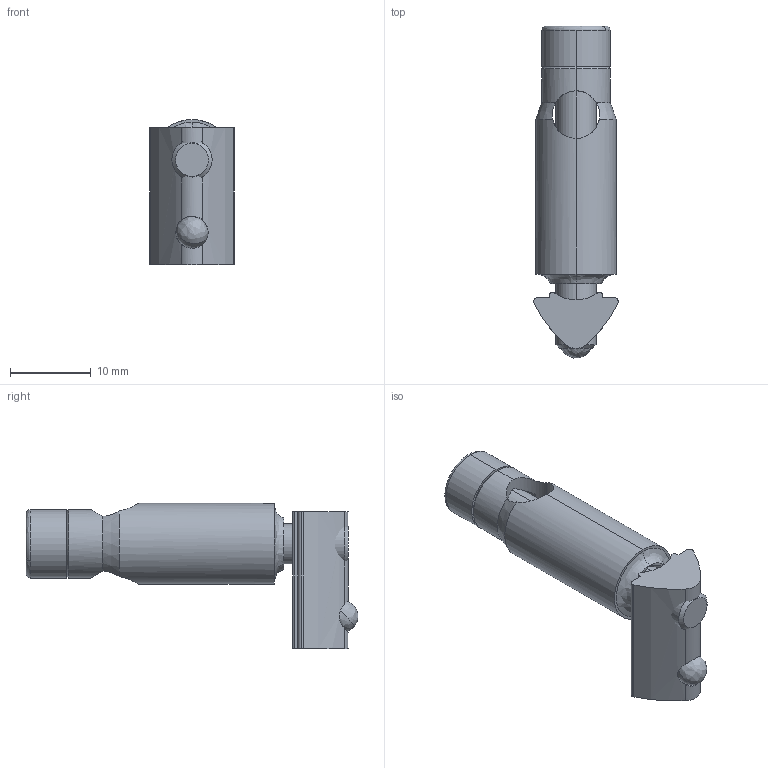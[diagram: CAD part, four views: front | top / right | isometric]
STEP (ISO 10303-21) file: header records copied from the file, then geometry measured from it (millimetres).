
FILE_DESCRIPTION (( 'STEP AP214' ), '1' );
FILE_NAME ('099G061.STEP', '2015-06-01T14:41:40', ( 'Not-Admin' ), ( 'Hewlett-Packard Company' ), 'SwSTEP 2.0', 'SolidWorks 2014', '' );
FILE_SCHEMA (( 'AUTOMOTIVE_DESIGN' ));
Length unit declared in the file: millimetre
Products named in the file (1): 099G061
Bounding box: 10.5 x 41.18 x 18 mm (x, y, z)
Volume: 2855.5 mm3; surface area: 2873.9 mm2
Topology: 5 solids, 5 shells, 118 faces, 305 edges, 186 vertices
Faces by surface type: plane 63, cylinder 29, bspline 16, cone 10
Entity records: 5949 total; most frequent: CARTESIAN_POINT 1870, ORIENTED_EDGE 594, DIRECTION 525, EDGE_CURVE 297, AXIS2_PLACEMENT_3D 191, VERTEX_POINT 186, VECTOR 143, LINE 143
